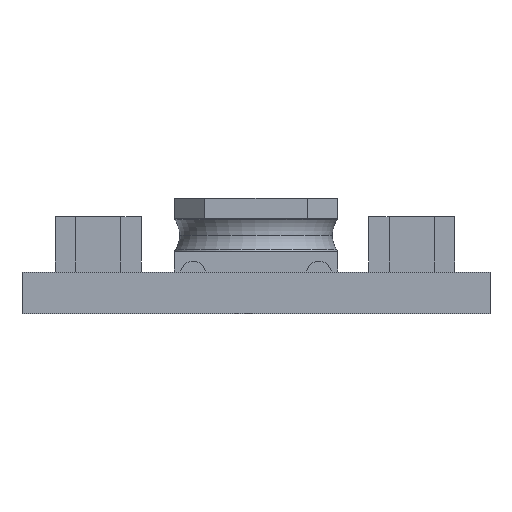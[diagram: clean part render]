
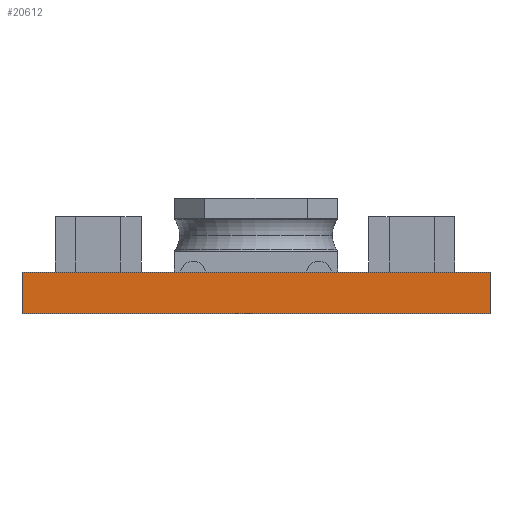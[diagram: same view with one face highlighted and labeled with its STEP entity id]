
A CAD part, front view. The second image highlights one B-rep face of the part: STEP entity #20612.
In plain terms, the highlighted planar face has unit normal (0, -1, 0).
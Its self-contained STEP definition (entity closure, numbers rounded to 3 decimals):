
#1397 = VERTEX_POINT ( 'NONE', #2669 ) ;
#2184 = CARTESIAN_POINT ( 'NONE',  ( 0., 0., 0. ) ) ;
#2646 = LINE ( 'NONE', #2184, #24096 ) ;
#2669 = CARTESIAN_POINT ( 'NONE',  ( 0., 0., 0. ) ) ;
#3051 = DIRECTION ( 'NONE',  ( 1., 0., 0. ) ) ;
#3793 = VECTOR ( 'NONE', #17420, 1000. ) ;
#5411 = CARTESIAN_POINT ( 'NONE',  ( 11.43, 0., 1.016 ) ) ;
#9219 = EDGE_LOOP ( 'NONE', ( #20356, #14360, #34213, #20564 ) ) ;
#9306 = VECTOR ( 'NONE', #3051, 1000. ) ;
#11333 = CARTESIAN_POINT ( 'NONE',  ( 0., 0., 1.016 ) ) ;
#12113 = FACE_OUTER_BOUND ( 'NONE', #9219, .T. ) ;
#12577 = VECTOR ( 'NONE', #14160, 1000. ) ;
#12689 = VERTEX_POINT ( 'NONE', #24192 ) ;
#13588 = VERTEX_POINT ( 'NONE', #34946 ) ;
#14160 = DIRECTION ( 'NONE',  ( 0., 0., -1. ) ) ;
#14360 = ORIENTED_EDGE ( 'NONE', *, *, #36103, .F. ) ;
#16237 = VERTEX_POINT ( 'NONE', #35158 ) ;
#17420 = DIRECTION ( 'NONE',  ( 0., 0., -1. ) ) ;
#19946 = DIRECTION ( 'NONE',  ( 0., 1., 0. ) ) ;
#20254 = CARTESIAN_POINT ( 'NONE',  ( 0., 0., 1.016 ) ) ;
#20356 = ORIENTED_EDGE ( 'NONE', *, *, #22299, .T. ) ;
#20564 = ORIENTED_EDGE ( 'NONE', *, *, #37088, .T. ) ;
#20612 = ADVANCED_FACE ( 'NONE', ( #12113 ), #33860, .F. ) ;
#22299 = EDGE_CURVE ( 'NONE', #1397, #12689, #2646, .T. ) ;
#22388 = CARTESIAN_POINT ( 'NONE',  ( 0., 0., 1.016 ) ) ;
#24096 = VECTOR ( 'NONE', #35082, 1000. ) ;
#24192 = CARTESIAN_POINT ( 'NONE',  ( 11.43, 0., 0. ) ) ;
#25695 = LINE ( 'NONE', #20254, #3793 ) ;
#27562 = EDGE_CURVE ( 'NONE', #13588, #16237, #35323, .T. ) ;
#32695 = AXIS2_PLACEMENT_3D ( 'NONE', #22388, #19946, #36999 ) ;
#33860 = PLANE ( 'NONE',  #32695 ) ;
#34213 = ORIENTED_EDGE ( 'NONE', *, *, #27562, .F. ) ;
#34946 = CARTESIAN_POINT ( 'NONE',  ( 0., 0., 1.016 ) ) ;
#35082 = DIRECTION ( 'NONE',  ( 1., 0., 0. ) ) ;
#35158 = CARTESIAN_POINT ( 'NONE',  ( 11.43, 0., 1.016 ) ) ;
#35323 = LINE ( 'NONE', #11333, #9306 ) ;
#36103 = EDGE_CURVE ( 'NONE', #16237, #12689, #36362, .T. ) ;
#36362 = LINE ( 'NONE', #5411, #12577 ) ;
#36999 = DIRECTION ( 'NONE',  ( 0., 0., 1. ) ) ;
#37088 = EDGE_CURVE ( 'NONE', #13588, #1397, #25695, .T. ) ;
